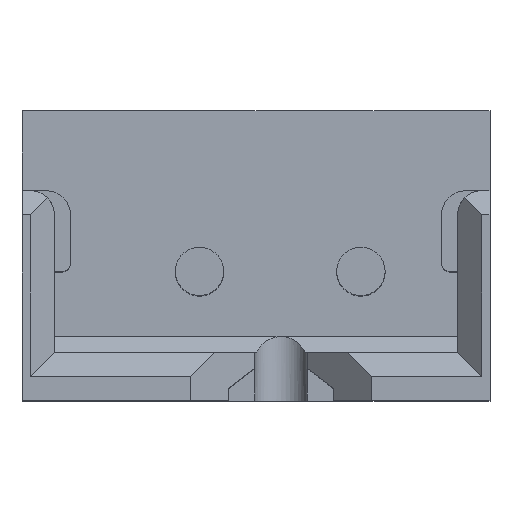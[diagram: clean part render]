
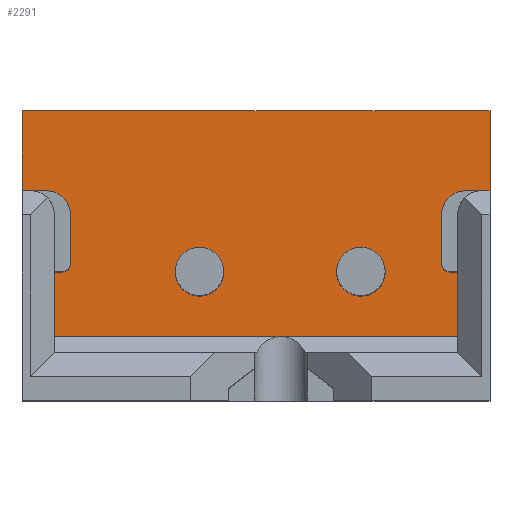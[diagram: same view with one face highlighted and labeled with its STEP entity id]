
A CAD part, top view. The second image highlights one B-rep face of the part: STEP entity #2291.
In plain terms, the highlighted planar face has unit normal (0, 0, 1).
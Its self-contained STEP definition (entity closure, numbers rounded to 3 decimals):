
#53=DIRECTION('',(0.,1.,0.));
#54=VECTOR('',#53,1.);
#55=CARTESIAN_POINT('',(2.9,1.,-5.1));
#56=LINE('',#55,#54);
#81=CARTESIAN_POINT('',(-2.4,0.1,-5.1));
#82=DIRECTION('',(0.,0.,-1.));
#83=DIRECTION('',(1.,0.,0.));
#84=AXIS2_PLACEMENT_3D('',#81,#82,#83);
#98=CARTESIAN_POINT('',(-2.6,0.7,-5.1));
#99=DIRECTION('',(0.,0.,-1.));
#100=DIRECTION('',(0.,1.,0.));
#101=AXIS2_PLACEMENT_3D('',#98,#99,#100);
#119=DIRECTION('',(1.,0.,0.));
#120=VECTOR('',#119,0.3);
#121=CARTESIAN_POINT('',(-2.9,1.,-5.1));
#122=LINE('',#121,#120);
#127=DIRECTION('',(1.,0.,0.));
#128=VECTOR('',#127,0.3);
#129=CARTESIAN_POINT('',(2.6,1.,-5.1));
#130=LINE('',#129,#128);
#536=CARTESIAN_POINT('',(2.6,0.7,-5.1));
#537=DIRECTION('',(0.,0.,-1.));
#538=DIRECTION('',(-1.,0.,0.));
#539=AXIS2_PLACEMENT_3D('',#536,#537,#538);
#549=CARTESIAN_POINT('',(2.4,0.1,-5.1));
#550=DIRECTION('',(0.,0.,-1.));
#551=DIRECTION('',(0.,-1.,0.));
#552=AXIS2_PLACEMENT_3D('',#549,#550,#551);
#554=CARTESIAN_POINT('',(-0.7,0.,-5.1));
#555=DIRECTION('',(0.,0.,-1.));
#556=DIRECTION('',(0.,1.,0.));
#557=AXIS2_PLACEMENT_3D('',#554,#555,#556);
#559=CARTESIAN_POINT('',(-0.7,0.,-5.1));
#560=DIRECTION('',(0.,0.,-1.));
#561=DIRECTION('',(0.,-1.,0.));
#562=AXIS2_PLACEMENT_3D('',#559,#560,#561);
#564=CARTESIAN_POINT('',(1.3,0.,-5.1));
#565=DIRECTION('',(0.,0.,-1.));
#566=DIRECTION('',(0.,1.,0.));
#567=AXIS2_PLACEMENT_3D('',#564,#565,#566);
#569=CARTESIAN_POINT('',(1.3,0.,-5.1));
#570=DIRECTION('',(0.,0.,-1.));
#571=DIRECTION('',(0.,-1.,0.));
#572=AXIS2_PLACEMENT_3D('',#569,#570,#571);
#574=DIRECTION('',(0.,1.,0.));
#575=VECTOR('',#574,0.6);
#576=CARTESIAN_POINT('',(-2.3,0.1,-5.1));
#577=LINE('',#576,#575);
#578=DIRECTION('',(0.,1.,0.));
#579=VECTOR('',#578,0.6);
#580=CARTESIAN_POINT('',(2.3,0.1,-5.1));
#581=LINE('',#580,#579);
#582=DIRECTION('',(1.,0.,0.));
#583=VECTOR('',#582,0.1);
#584=CARTESIAN_POINT('',(2.4,0.,-5.1));
#585=LINE('',#584,#583);
#586=DIRECTION('',(0.,1.,0.));
#587=VECTOR('',#586,0.8);
#588=CARTESIAN_POINT('',(2.5,-0.8,-5.1));
#589=LINE('',#588,#587);
#590=DIRECTION('',(-1.,0.,0.));
#591=VECTOR('',#590,2.19);
#592=CARTESIAN_POINT('',(2.5,-0.8,-5.1));
#593=LINE('',#592,#591);
#594=DIRECTION('',(-1.,0.,0.));
#595=VECTOR('',#594,2.81);
#596=CARTESIAN_POINT('',(0.31,-0.8,-5.1));
#597=LINE('',#596,#595);
#598=DIRECTION('',(0.,1.,0.));
#599=VECTOR('',#598,0.8);
#600=CARTESIAN_POINT('',(-2.5,-0.8,-5.1));
#601=LINE('',#600,#599);
#602=DIRECTION('',(1.,0.,0.));
#603=VECTOR('',#602,0.1);
#604=CARTESIAN_POINT('',(-2.5,0.,-5.1));
#605=LINE('',#604,#603);
#654=DIRECTION('',(0.,1.,0.));
#655=VECTOR('',#654,1.);
#656=CARTESIAN_POINT('',(-2.9,1.,-5.1));
#657=LINE('',#656,#655);
#754=DIRECTION('',(-1.,0.,0.));
#755=VECTOR('',#754,5.8);
#756=CARTESIAN_POINT('',(2.9,2.,-5.1));
#757=LINE('',#756,#755);
#1065=CARTESIAN_POINT('',(0.31,-0.8,-5.1));
#1203=CARTESIAN_POINT('',(2.9,1.,-5.1));
#1205=VERTEX_POINT('',#1203);
#1206=CARTESIAN_POINT('',(2.9,2.,-5.1));
#1207=VERTEX_POINT('',#1206);
#1217=CARTESIAN_POINT('',(-2.9,1.,-5.1));
#1219=VERTEX_POINT('',#1217);
#1220=CARTESIAN_POINT('',(-2.9,2.,-5.1));
#1221=VERTEX_POINT('',#1220);
#1276=CARTESIAN_POINT('',(2.5,0.,-5.1));
#1277=VERTEX_POINT('',#1276);
#1302=CARTESIAN_POINT('',(2.5,-0.8,-5.1));
#1303=VERTEX_POINT('',#1302);
#1313=CARTESIAN_POINT('',(-2.6,1.,-5.1));
#1315=VERTEX_POINT('',#1313);
#1317=CARTESIAN_POINT('',(-2.3,0.7,-5.1));
#1319=VERTEX_POINT('',#1317);
#1324=CARTESIAN_POINT('',(2.3,0.7,-5.1));
#1326=VERTEX_POINT('',#1324);
#1328=CARTESIAN_POINT('',(2.6,1.,-5.1));
#1330=VERTEX_POINT('',#1328);
#1335=CARTESIAN_POINT('',(-2.3,0.1,-5.1));
#1337=VERTEX_POINT('',#1335);
#1339=CARTESIAN_POINT('',(-2.4,0.,-5.1));
#1341=VERTEX_POINT('',#1339);
#1344=CARTESIAN_POINT('',(2.3,0.1,-5.1));
#1346=VERTEX_POINT('',#1344);
#1349=CARTESIAN_POINT('',(2.4,0.,-5.1));
#1350=VERTEX_POINT('',#1349);
#1353=CARTESIAN_POINT('',(-2.5,0.,-5.1));
#1354=VERTEX_POINT('',#1353);
#1420=CARTESIAN_POINT('',(-2.5,-0.8,-5.1));
#1422=VERTEX_POINT('',#1420);
#1423=VERTEX_POINT('',#1065);
#1458=CARTESIAN_POINT('',(-0.7,0.3,-5.1));
#1459=CARTESIAN_POINT('',(-0.7,-0.3,-5.1));
#1460=VERTEX_POINT('',#1458);
#1461=VERTEX_POINT('',#1459);
#1474=CARTESIAN_POINT('',(1.3,0.3,-5.1));
#1475=VERTEX_POINT('',#1474);
#1476=CARTESIAN_POINT('',(1.3,-0.3,-5.1));
#1477=VERTEX_POINT('',#1476);
#2249=CARTESIAN_POINT('',(2.9,1.,-5.1));
#2250=DIRECTION('',(0.,0.,1.));
#2251=DIRECTION('',(0.,1.,0.));
#2252=AXIS2_PLACEMENT_3D('',#2249,#2250,#2251);
#2253=PLANE('',#2252);
#2254=ORIENTED_EDGE('',*,*,#1625,.T.);
#2255=ORIENTED_EDGE('',*,*,#1640,.F.);
#2256=ORIENTED_EDGE('',*,*,#1662,.F.);
#2258=ORIENTED_EDGE('',*,*,#2257,.T.);
#2260=ORIENTED_EDGE('',*,*,#2259,.F.);
#2261=ORIENTED_EDGE('',*,*,#1547,.F.);
#2262=ORIENTED_EDGE('',*,*,#1674,.F.);
#2263=ORIENTED_EDGE('',*,*,#2216,.F.);
#2264=ORIENTED_EDGE('',*,*,#2231,.F.);
#2265=ORIENTED_EDGE('',*,*,#2244,.F.);
#2266=ORIENTED_EDGE('',*,*,#1598,.T.);
#2268=ORIENTED_EDGE('',*,*,#2267,.F.);
#2270=ORIENTED_EDGE('',*,*,#2269,.T.);
#2272=ORIENTED_EDGE('',*,*,#2271,.T.);
#2274=ORIENTED_EDGE('',*,*,#2273,.T.);
#2275=ORIENTED_EDGE('',*,*,#1563,.T.);
#2276=ORIENTED_EDGE('',*,*,#1610,.F.);
#2277=EDGE_LOOP('',(#2254,#2255,#2256,#2258,#2260,#2261,#2262,#2263,#2264,#2265,
#2266,#2268,#2270,#2272,#2274,#2275,#2276));
#2278=FACE_OUTER_BOUND('',#2277,.F.);
#2280=ORIENTED_EDGE('',*,*,#2279,.F.);
#2282=ORIENTED_EDGE('',*,*,#2281,.F.);
#2283=EDGE_LOOP('',(#2280,#2282));
#2284=FACE_BOUND('',#2283,.F.);
#2286=ORIENTED_EDGE('',*,*,#2285,.F.);
#2288=ORIENTED_EDGE('',*,*,#2287,.F.);
#2289=EDGE_LOOP('',(#2286,#2288));
#2290=FACE_BOUND('',#2289,.F.);
#85=CIRCLE('',#84,0.1);
#102=CIRCLE('',#101,0.3);
#540=CIRCLE('',#539,0.3);
#553=CIRCLE('',#552,0.1);
#558=CIRCLE('',#557,0.3);
#563=CIRCLE('',#562,0.3);
#568=CIRCLE('',#567,0.3);
#573=CIRCLE('',#572,0.3);
#1547=EDGE_CURVE('',#1205,#1207,#56,.T.);
#1563=EDGE_CURVE('',#1354,#1341,#605,.T.);
#1598=EDGE_CURVE('',#1350,#1277,#585,.T.);
#1610=EDGE_CURVE('',#1337,#1341,#85,.T.);
#1625=EDGE_CURVE('',#1337,#1319,#577,.T.);
#1640=EDGE_CURVE('',#1315,#1319,#102,.T.);
#1662=EDGE_CURVE('',#1219,#1315,#122,.T.);
#1674=EDGE_CURVE('',#1330,#1205,#130,.T.);
#2216=EDGE_CURVE('',#1326,#1330,#540,.T.);
#2231=EDGE_CURVE('',#1346,#1326,#581,.T.);
#2244=EDGE_CURVE('',#1350,#1346,#553,.T.);
#2257=EDGE_CURVE('',#1219,#1221,#657,.T.);
#2259=EDGE_CURVE('',#1207,#1221,#757,.T.);
#2267=EDGE_CURVE('',#1303,#1277,#589,.T.);
#2269=EDGE_CURVE('',#1303,#1423,#593,.T.);
#2271=EDGE_CURVE('',#1423,#1422,#597,.T.);
#2273=EDGE_CURVE('',#1422,#1354,#601,.T.);
#2279=EDGE_CURVE('',#1460,#1461,#558,.T.);
#2281=EDGE_CURVE('',#1461,#1460,#563,.T.);
#2285=EDGE_CURVE('',#1475,#1477,#568,.T.);
#2287=EDGE_CURVE('',#1477,#1475,#573,.T.);
#2291=ADVANCED_FACE('',(#2278,#2284,#2290),#2253,.T.);
